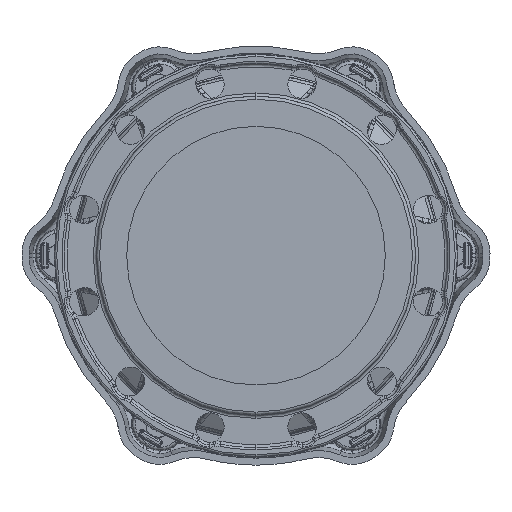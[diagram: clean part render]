
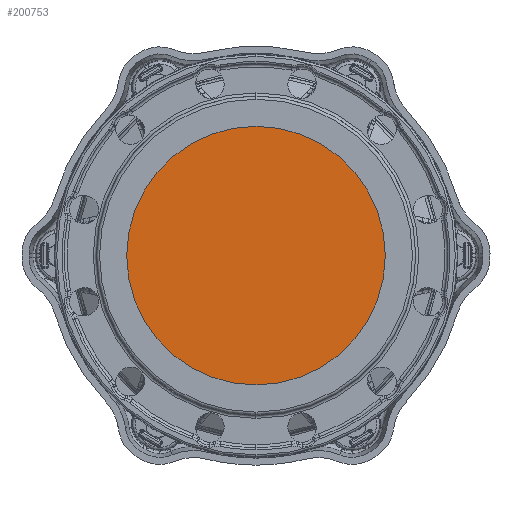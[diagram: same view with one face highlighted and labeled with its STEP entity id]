
A CAD part, left-side view. The second image highlights one B-rep face of the part: STEP entity #200753.
In plain terms, the highlighted planar face has unit normal (-1, 0, 0).
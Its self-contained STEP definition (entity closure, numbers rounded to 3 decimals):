
#2334 = DIRECTION ( 'NONE',  ( -1., 0., 0. ) ) ;
#20929 = CARTESIAN_POINT ( 'NONE',  ( 1., 0., 129.5 ) ) ;
#21081 = EDGE_CURVE ( 'NONE', #115323, #157787, #138061, .T. ) ;
#33174 = CARTESIAN_POINT ( 'NONE',  ( 1., 0., -129.5 ) ) ;
#55406 = DIRECTION ( 'NONE',  ( 0., 0., 1. ) ) ;
#57320 = FACE_OUTER_BOUND ( 'NONE', #92177, .T. ) ;
#64028 = DIRECTION ( 'NONE',  ( -1., 0., 0. ) ) ;
#92177 = EDGE_LOOP ( 'NONE', ( #110680, #201621 ) ) ;
#100390 = DIRECTION ( 'NONE',  ( 0., 0., 1. ) ) ;
#109252 = AXIS2_PLACEMENT_3D ( 'NONE', #128907, #2334, #55406 ) ;
#110680 = ORIENTED_EDGE ( 'NONE', *, *, #21081, .T. ) ;
#115323 = VERTEX_POINT ( 'NONE', #20929 ) ;
#116591 = AXIS2_PLACEMENT_3D ( 'NONE', #173960, #64028, #100390 ) ;
#122798 = AXIS2_PLACEMENT_3D ( 'NONE', #210575, #209009, #156860 ) ;
#128907 = CARTESIAN_POINT ( 'NONE',  ( 1., 0., 0. ) ) ;
#138061 = CIRCLE ( 'NONE', #116591, 129.5 ) ;
#156394 = CIRCLE ( 'NONE', #109252, 129.5 ) ;
#156860 = DIRECTION ( 'NONE',  ( 0., 0., 1. ) ) ;
#157787 = VERTEX_POINT ( 'NONE', #33174 ) ;
#173960 = CARTESIAN_POINT ( 'NONE',  ( 1., 0., 0. ) ) ;
#184941 = EDGE_CURVE ( 'NONE', #157787, #115323, #156394, .T. ) ;
#190849 = PLANE ( 'NONE',  #122798 ) ;
#200753 = ADVANCED_FACE ( 'NONE', ( #57320 ), #190849, .T. ) ;
#201621 = ORIENTED_EDGE ( 'NONE', *, *, #184941, .T. ) ;
#209009 = DIRECTION ( 'NONE',  ( -1., 0., 0. ) ) ;
#210575 = CARTESIAN_POINT ( 'NONE',  ( 1., 0., 0. ) ) ;
